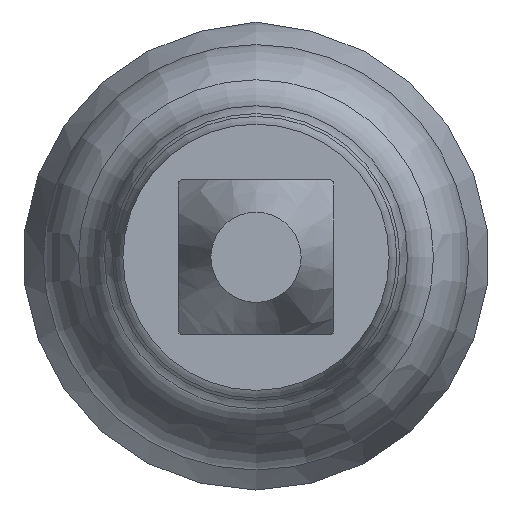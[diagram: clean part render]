
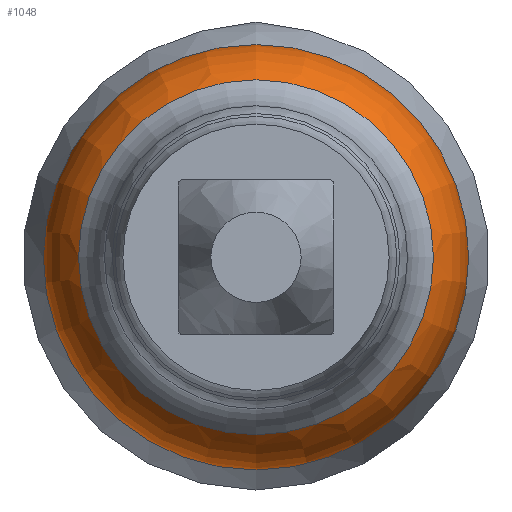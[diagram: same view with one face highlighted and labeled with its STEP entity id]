
A CAD part, left-side view. The second image highlights one B-rep face of the part: STEP entity #1048.
In plain terms, the highlighted toroidal (fillet/blend) face has major radius 0.356 mm and minor radius 0.483 mm.
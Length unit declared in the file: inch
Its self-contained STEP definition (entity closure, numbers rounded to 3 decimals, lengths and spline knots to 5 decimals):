
#21 = EDGE_CURVE ( 'NONE', #979, #979, #533, .T. ) ;
#153 = CARTESIAN_POINT ( 'NONE',  ( 0.10183, 0., 0. ) ) ;
#154 = CARTESIAN_POINT ( 'NONE',  ( 0.11517, 0., 0.033 ) ) ;
#173 = AXIS2_PLACEMENT_3D ( 'NONE', #153, #1062, #517 ) ;
#186 = DIRECTION ( 'NONE',  ( -1., 0., 0. ) ) ;
#195 = EDGE_CURVE ( 'NONE', #500, #500, #401, .T. ) ;
#243 = TOROIDAL_SURFACE ( 'NONE', #1064, 0.014, 0.019 ) ;
#247 = CARTESIAN_POINT ( 'NONE',  ( 0.10183, 0., 0.02753 ) ) ;
#337 = FACE_OUTER_BOUND ( 'NONE', #879, .T. ) ;
#401 = CIRCLE ( 'NONE', #173, 0.02753 ) ;
#458 = CARTESIAN_POINT ( 'NONE',  ( 0.11517, 0., 0. ) ) ;
#471 = EDGE_LOOP ( 'NONE', ( #491 ) ) ;
#491 = ORIENTED_EDGE ( 'NONE', *, *, #195, .F. ) ;
#500 = VERTEX_POINT ( 'NONE', #247 ) ;
#517 = DIRECTION ( 'NONE',  ( 0., 0., 1. ) ) ;
#533 = CIRCLE ( 'NONE', #925, 0.033 ) ;
#562 = CARTESIAN_POINT ( 'NONE',  ( 0.11517, 0., 0. ) ) ;
#608 = ORIENTED_EDGE ( 'NONE', *, *, #21, .T. ) ;
#819 = DIRECTION ( 'NONE',  ( 0., 0., 1. ) ) ;
#823 = DIRECTION ( 'NONE',  ( -1., 0., 0. ) ) ;
#833 = DIRECTION ( 'NONE',  ( 0., 0., 1. ) ) ;
#879 = EDGE_LOOP ( 'NONE', ( #608 ) ) ;
#894 = FACE_OUTER_BOUND ( 'NONE', #471, .T. ) ;
#925 = AXIS2_PLACEMENT_3D ( 'NONE', #562, #186, #819 ) ;
#979 = VERTEX_POINT ( 'NONE', #154 ) ;
#1048 = ADVANCED_FACE ( 'NONE', ( #894, #337 ), #243, .T. ) ;
#1062 = DIRECTION ( 'NONE',  ( -1., 0., 0. ) ) ;
#1064 = AXIS2_PLACEMENT_3D ( 'NONE', #458, #823, #833 ) ;
